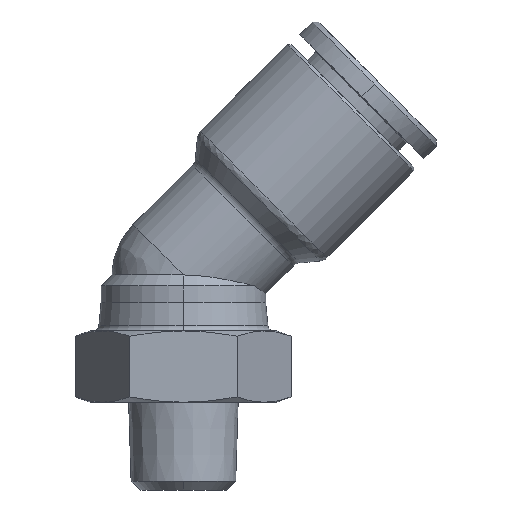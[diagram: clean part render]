
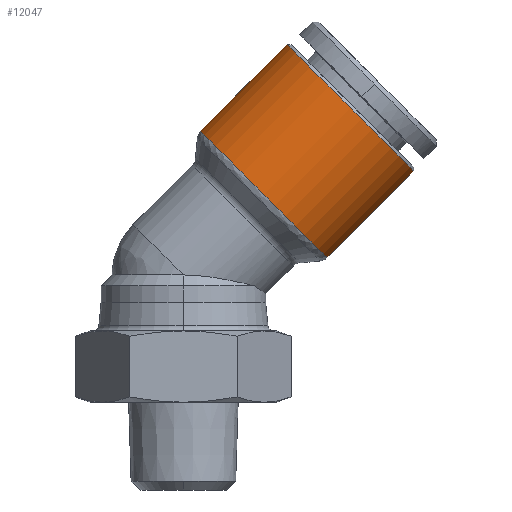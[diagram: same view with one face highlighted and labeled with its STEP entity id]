
A CAD part, front view. The second image highlights one B-rep face of the part: STEP entity #12047.
In plain terms, the highlighted cylindrical face has radius 8.15 mm (diameter 16.3 mm), a partial arc.
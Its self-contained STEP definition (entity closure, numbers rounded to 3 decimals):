
#126 = VECTOR ( 'NONE', #14206, 1000. ) ;
#593 = DIRECTION ( 'NONE',  ( 0.707, 0., -0.707 ) ) ;
#690 = DIRECTION ( 'NONE',  ( 0.707, 0., 0.707 ) ) ;
#1174 = AXIS2_PLACEMENT_3D ( 'NONE', #15354, #690, #593 ) ;
#3452 = ORIENTED_EDGE ( 'NONE', *, *, #10447, .F. ) ;
#3593 = CARTESIAN_POINT ( 'NONE',  ( 15.231, 0., 18.859 ) ) ;
#3645 = CIRCLE ( 'NONE', #7336, 8.15 ) ;
#3724 = LINE ( 'NONE', #10570, #126 ) ;
#4222 = ORIENTED_EDGE ( 'NONE', *, *, #4341, .T. ) ;
#4341 = EDGE_CURVE ( 'NONE', #15589, #13369, #3724, .T. ) ;
#4515 = EDGE_LOOP ( 'NONE', ( #3452, #6576, #4222, #13341 ) ) ;
#5441 = CYLINDRICAL_SURFACE ( 'NONE', #1174, 8.15 ) ;
#5898 = CIRCLE ( 'NONE', #15598, 8.15 ) ;
#6253 = LINE ( 'NONE', #7880, #12431 ) ;
#6576 = ORIENTED_EDGE ( 'NONE', *, *, #10034, .T. ) ;
#7106 = EDGE_CURVE ( 'NONE', #13997, #13369, #3645, .T. ) ;
#7186 = FACE_OUTER_BOUND ( 'NONE', #4515, .T. ) ;
#7336 = AXIS2_PLACEMENT_3D ( 'NONE', #3593, #12197, #8544 ) ;
#7880 = CARTESIAN_POINT ( 'NONE',  ( 4.837, 0., 19.99 ) ) ;
#8544 = DIRECTION ( 'NONE',  ( -0.707, 0., 0.707 ) ) ;
#8732 = CARTESIAN_POINT ( 'NONE',  ( 20.994, 0., 13.096 ) ) ;
#8937 = VERTEX_POINT ( 'NONE', #9353 ) ;
#9353 = CARTESIAN_POINT ( 'NONE',  ( 1.555, 0., 16.709 ) ) ;
#10034 = EDGE_CURVE ( 'NONE', #8937, #15589, #5898, .T. ) ;
#10447 = EDGE_CURVE ( 'NONE', #8937, #13997, #6253, .T. ) ;
#10570 = CARTESIAN_POINT ( 'NONE',  ( 16.363, 0., 8.464 ) ) ;
#11920 = CARTESIAN_POINT ( 'NONE',  ( 13.081, 0., 5.183 ) ) ;
#11924 = DIRECTION ( 'NONE',  ( 0.707, 0., 0.707 ) ) ;
#12023 = DIRECTION ( 'NONE',  ( 0.707, 0., -0.707 ) ) ;
#12047 = ADVANCED_FACE ( 'NONE', ( #7186 ), #5441, .T. ) ;
#12197 = DIRECTION ( 'NONE',  ( 0.707, 0., 0.707 ) ) ;
#12431 = VECTOR ( 'NONE', #15261, 1000. ) ;
#13034 = CARTESIAN_POINT ( 'NONE',  ( 7.318, 0., 10.946 ) ) ;
#13341 = ORIENTED_EDGE ( 'NONE', *, *, #7106, .F. ) ;
#13369 = VERTEX_POINT ( 'NONE', #8732 ) ;
#13840 = CARTESIAN_POINT ( 'NONE',  ( 9.468, 0., 24.622 ) ) ;
#13997 = VERTEX_POINT ( 'NONE', #13840 ) ;
#14206 = DIRECTION ( 'NONE',  ( 0.707, 0., 0.707 ) ) ;
#15261 = DIRECTION ( 'NONE',  ( 0.707, 0., 0.707 ) ) ;
#15354 = CARTESIAN_POINT ( 'NONE',  ( 10.6, 0., 14.227 ) ) ;
#15589 = VERTEX_POINT ( 'NONE', #11920 ) ;
#15598 = AXIS2_PLACEMENT_3D ( 'NONE', #13034, #11924, #12023 ) ;
